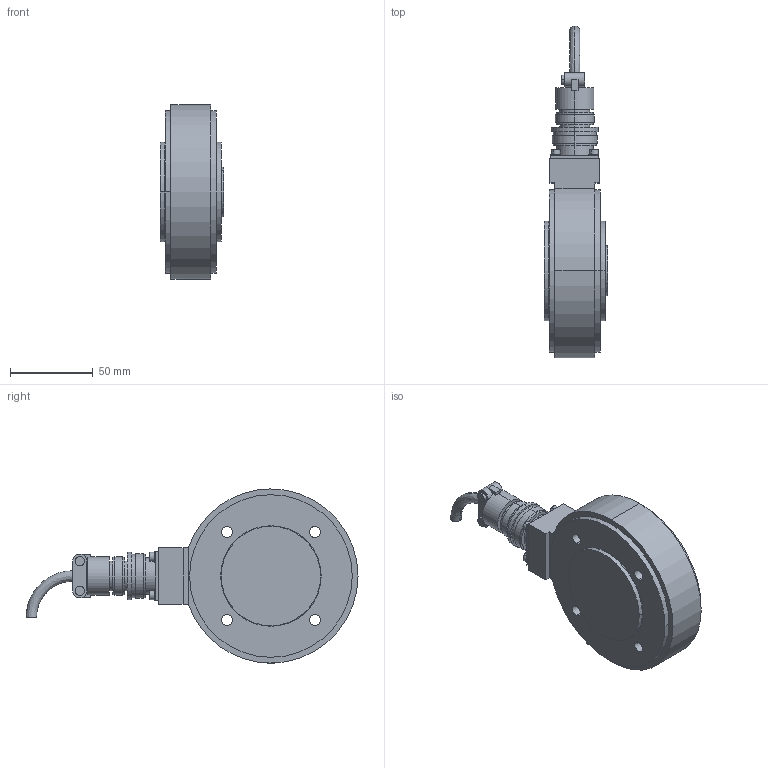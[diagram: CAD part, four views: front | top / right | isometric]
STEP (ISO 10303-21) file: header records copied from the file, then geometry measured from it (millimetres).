
FILE_DESCRIPTION (( 'STEP AP203' ), '1' );
FILE_NAME ('130515.1_stp_-.step', '2020-02-20T15:14:20', ( '' ), ( '' ), 'SwSTEP 2.0', 'SolidWorks 2018', '' );
FILE_SCHEMA (( 'CONFIG_CONTROL_DESIGN' ));
Length unit declared in the file: millimetre
Products named in the file (12): 130515.1_stp_-; Zyl-Schr DIN912_M3x8; 130123.2_stp_01; Zyl-Schr DIN912_M3x20; 111117.5_01; 121207.7_01; 31101677_V-022A; FLANSCHDOSE_14S-2P_4-POLIG; PKL_1203_01; 111117.4_01; Si-Ring DIN472_D40x1.75; Federringe_DIN127A_M03
Assembly tree (18 placements, depth 2):
  130515.1_stp_-
    130123.2_stp_01
    111117.5_01
    111117.4_01
    121207.7_01
    Zyl-Schr DIN912_M3x20  x2
    Federringe_DIN127A_M03  x4
    Zyl-Schr DIN912_M3x8  x4
    Si-Ring DIN472_D40x1.75
    PKL_1203_01
    FLANSCHDOSE_14S-2P_4-POLIG
    31101677_V-022A
Bounding box: 38.2 x 200.15 x 105 mm (x, y, z)
Volume: 273715.6 mm3; surface area: 94355.2 mm2
Topology: 43 solids, 43 shells, 504 faces, 1230 edges, 787 vertices
Faces by surface type: cylinder 220, plane 152, sphere 50, cone 40, torus 40, bspline 2
Entity records: 13592 total; most frequent: DIRECTION 2326, CARTESIAN_POINT 2236, ORIENTED_EDGE 1852, AXIS2_PLACEMENT_3D 987, EDGE_CURVE 926, VERTEX_POINT 615, CIRCLE 554, EDGE_LOOP 511
